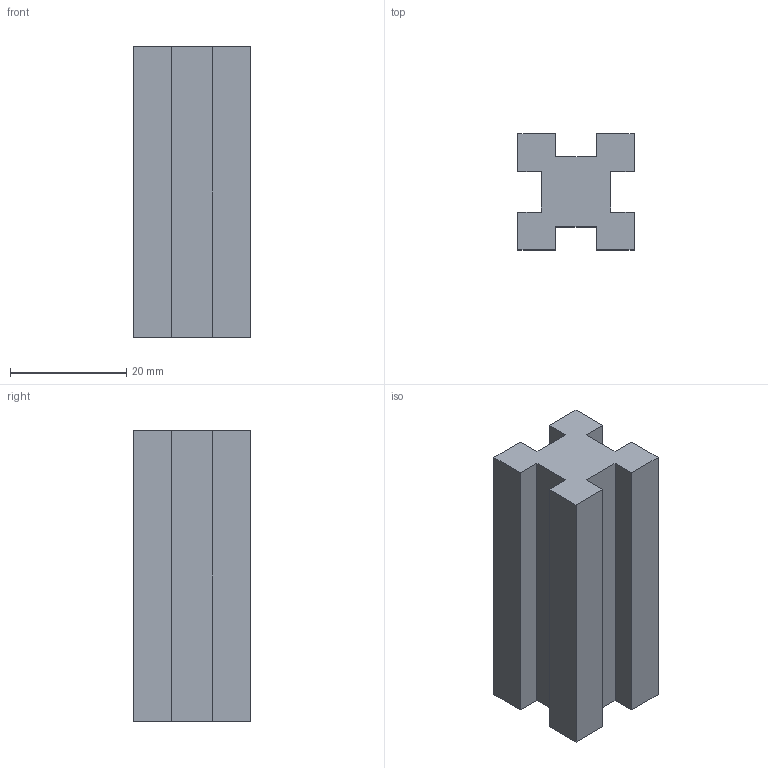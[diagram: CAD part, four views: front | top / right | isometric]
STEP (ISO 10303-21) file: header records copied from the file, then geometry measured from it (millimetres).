
FILE_DESCRIPTION (( 'STEP AP203' ), '1' );
FILE_NAME ('nhom_2020_50mm.STEP', '2024-07-11T03:27:35', ( '' ), ( '' ), 'SwSTEP 2.0', 'SolidWorks 2022', '' );
FILE_SCHEMA (( 'CONFIG_CONTROL_DESIGN' ));
Length unit declared in the file: millimetre
Products named in the file (1): nhom_2020_50mm
Bounding box: 20 x 20 x 50 mm (x, y, z)
Volume: 14400 mm3; surface area: 6176 mm2
Topology: 1 solids, 1 shells, 22 faces, 60 edges, 40 vertices
Faces by surface type: plane 22
Entity records: 761 total; most frequent: CARTESIAN_POINT 123, ORIENTED_EDGE 120, DIRECTION 106, VECTOR 60, EDGE_CURVE 60, LINE 60, VERTEX_POINT 40, AXIS2_PLACEMENT_3D 23
